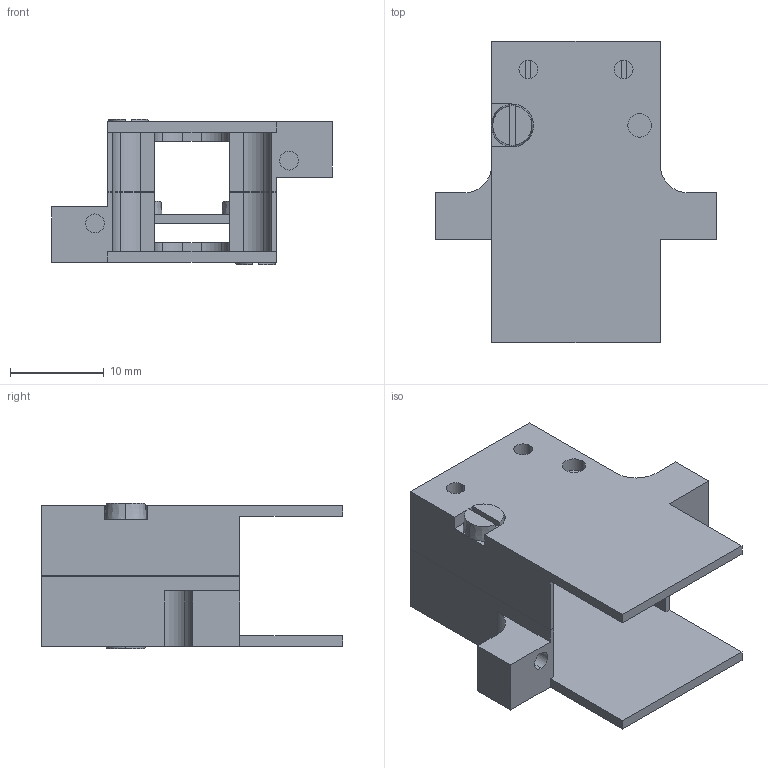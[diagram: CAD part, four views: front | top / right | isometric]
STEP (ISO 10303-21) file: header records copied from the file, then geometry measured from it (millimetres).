
FILE_DESCRIPTION(('STEP AP214'),'1');
FILE_NAME('tmp0.stp',' ',(' '),(' '),'XStep 1.0',' ',' ');
FILE_SCHEMA(('automotive_design'));
Length unit declared in the file: millimetre
Bounding box: 30 x 32.2 x 15.6 mm (x, y, z)
Volume: 3195.5 mm3; surface area: 5111.6 mm2
Topology: 7 solids, 7 shells, 200 faces, 512 edges, 336 vertices
Faces by surface type: plane 100, cylinder 68, cone 20, torus 12
Entity records: 7906 total; most frequent: DIRECTION 1122, CARTESIAN_POINT 1087, ORIENTED_EDGE 1024, EDGE_CURVE 512, AXIS2_PLACEMENT_3D 419, VERTEX_POINT 336, LINE 284, VECTOR 284
